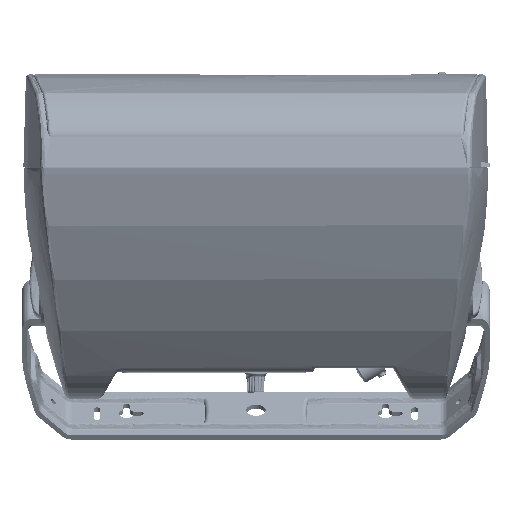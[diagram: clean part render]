
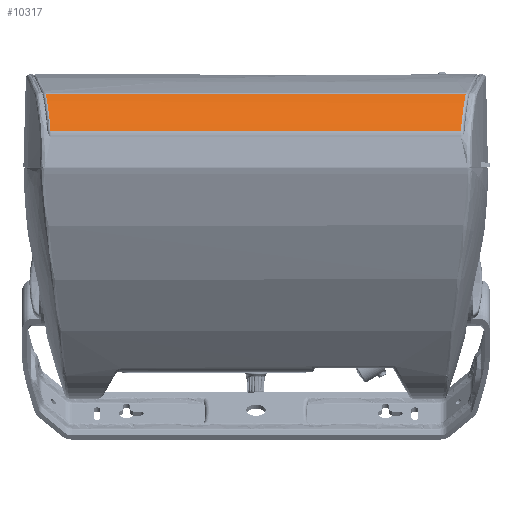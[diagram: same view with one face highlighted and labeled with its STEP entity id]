
A CAD part, left-side view. The second image highlights one B-rep face of the part: STEP entity #10317.
In plain terms, the highlighted free-form (B-spline) face has degree [3, 1] with [13, 2] control points.
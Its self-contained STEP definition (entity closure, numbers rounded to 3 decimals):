
#2093 = B_SPLINE_SURFACE_WITH_KNOTS ( 'NONE', 3, 1, ( 
 ( #238681, #202459 ),
 ( #109544, #206386 ),
 ( #360124, #384598 ),
 ( #85142, #362101 ),
 ( #137906, #81185 ),
 ( #113476, #204426 ),
 ( #107542, #14651 ),
 ( #230790, #77193 ),
 ( #115453, #208373 ),
 ( #327743, #200464 ),
 ( #16651, #83150 ),
 ( #329729, #46883 ),
 ( #388534, #174103 ) ),
 .UNSPECIFIED., .F., .F., .F.,
 ( 4, 3, 3, 3, 4 ),
 ( 2, 2 ),
 ( 1.238, 1.263, 1.281, 1.487, 3.109 ),
 ( 0., 1. ),
 .UNSPECIFIED. ) ;
#4800 = CARTESIAN_POINT ( 'NONE',  ( -95.586, -141.484, 198.953 ) ) ;
#4991 = CARTESIAN_POINT ( 'NONE',  ( -101.28, -140.537, 191.814 ) ) ;
#6040 = VERTEX_POINT ( 'NONE', #311018 ) ;
#10317 = ADVANCED_FACE ( 'NONE', ( #37007 ), #2093, .F. ) ;
#14651 = CARTESIAN_POINT ( 'NONE',  ( -107.231, -146.46, 181.142 ) ) ;
#15432 = CARTESIAN_POINT ( 'NONE',  ( -95.585, 141.788, 198.953 ) ) ;
#16651 = CARTESIAN_POINT ( 'NONE',  ( -101.09, 146.763, 193.477 ) ) ;
#20080 = CARTESIAN_POINT ( 'NONE',  ( -103.332, -140.226, 188.866 ) ) ;
#33006 = CARTESIAN_POINT ( 'NONE',  ( -98.583, -140.991, 195.43 ) ) ;
#37007 = FACE_OUTER_BOUND ( 'NONE', #177890, .T. ) ;
#39957 = VERTEX_POINT ( 'NONE', #193194 ) ;
#44678 = VERTEX_POINT ( 'NONE', #161758 ) ;
#46883 = CARTESIAN_POINT ( 'NONE',  ( -94.403, -146.46, 201.07 ) ) ;
#50767 = CARTESIAN_POINT ( 'NONE',  ( -86.163, -200., 207.733 ) ) ;
#53999 = VERTEX_POINT ( 'NONE', #125668 ) ;
#61049 =( BOUNDED_CURVE ( )  B_SPLINE_CURVE ( 3, ( #330563, #358961, #199338, #385428 ),
 .UNSPECIFIED., .F., .T. ) 
 B_SPLINE_CURVE_WITH_KNOTS ( ( 4, 4 ),
 ( 0., 1. ),
 .UNSPECIFIED. ) 
 CURVE ( )  GEOMETRIC_REPRESENTATION_ITEM ( )  RATIONAL_B_SPLINE_CURVE ( ( 1., 1., 1., 1. ) ) 
 REPRESENTATION_ITEM ( '' )  );
#62985 = VECTOR ( 'NONE', #236637, 1000. ) ;
#63304 = CARTESIAN_POINT ( 'NONE',  ( -88.986, -142.55, 205.385 ) ) ;
#70070 = CARTESIAN_POINT ( 'NONE',  ( -101.28, 140.84, 191.814 ) ) ;
#72011 = CARTESIAN_POINT ( 'NONE',  ( -87.59, 143.078, 206.579 ) ) ;
#72061 = DIRECTION ( 'NONE',  ( 0., 1., 0. ) ) ;
#77193 = CARTESIAN_POINT ( 'NONE',  ( -106.728, -146.46, 182.312 ) ) ;
#77997 = ORIENTED_EDGE ( 'NONE', *, *, #111169, .F. ) ;
#81185 = CARTESIAN_POINT ( 'NONE',  ( -107.321, -146.46, 180.934 ) ) ;
#83150 = CARTESIAN_POINT ( 'NONE',  ( -101.09, -146.46, 193.477 ) ) ;
#85142 = CARTESIAN_POINT ( 'NONE',  ( -107.365, 146.763, 180.83 ) ) ;
#104347 = CARTESIAN_POINT ( 'NONE',  ( -100.253, 141.015, 193.258 ) ) ;
#106346 = CARTESIAN_POINT ( 'NONE',  ( -93.028, 142.204, 201.621 ) ) ;
#107542 = CARTESIAN_POINT ( 'NONE',  ( -107.231, 146.763, 181.142 ) ) ;
#109544 = CARTESIAN_POINT ( 'NONE',  ( -107.489, 146.763, 180.542 ) ) ;
#111169 = EDGE_CURVE ( 'NONE', #39957, #44678, #331670, .T. ) ;
#113476 = CARTESIAN_POINT ( 'NONE',  ( -107.276, 146.763, 181.038 ) ) ;
#115453 = CARTESIAN_POINT ( 'NONE',  ( -106.189, 146.763, 183.461 ) ) ;
#119915 = CARTESIAN_POINT ( 'NONE',  ( -101.28, -140.537, 191.814 ) ) ;
#125668 = CARTESIAN_POINT ( 'NONE',  ( -106.636, 140.031, 182.479 ) ) ;
#130915 =( BOUNDED_CURVE ( )  B_SPLINE_CURVE ( 3, ( #70070, #168964, #104347, #227592, #259817, #383384, #15432, #106346, #292239, #229560, #72011, #385367 ),
 .UNSPECIFIED., .F., .F. ) 
 B_SPLINE_CURVE_WITH_KNOTS ( ( 4, 2, 2, 2, 2, 4 ),
 ( 0., 0.12, 0.245, 0.497, 0.748, 1. ),
 .UNSPECIFIED. ) 
 CURVE ( )  GEOMETRIC_REPRESENTATION_ITEM ( )  RATIONAL_B_SPLINE_CURVE ( ( 1., 1., 1., 1., 1., 1., 1., 1., 1., 1., 1., 1. ) ) 
 REPRESENTATION_ITEM ( '' )  );
#131288 = EDGE_CURVE ( 'NONE', #196725, #39957, #130915, .T. ) ;
#136503 = ORIENTED_EDGE ( 'NONE', *, *, #153319, .F. ) ;
#136791 = VERTEX_POINT ( 'NONE', #4991 ) ;
#137906 = CARTESIAN_POINT ( 'NONE',  ( -107.321, 146.763, 180.934 ) ) ;
#143299 = CARTESIAN_POINT ( 'NONE',  ( -101.28, -140.537, 191.814 ) ) ;
#144174 = ORIENTED_EDGE ( 'NONE', *, *, #331028, .F. ) ;
#153319 = EDGE_CURVE ( 'NONE', #136791, #6040, #322082, .T. ) ;
#156297 = CARTESIAN_POINT ( 'NONE',  ( -100.253, -140.712, 193.258 ) ) ;
#161758 = CARTESIAN_POINT ( 'NONE',  ( -86.163, -143., 207.733 ) ) ;
#163086 = LINE ( 'NONE', #255954, #261347 ) ;
#168494 = ORIENTED_EDGE ( 'NONE', *, *, #358525, .F. ) ;
#168964 = CARTESIAN_POINT ( 'NONE',  ( -100.775, 140.927, 192.54 ) ) ;
#174103 = CARTESIAN_POINT ( 'NONE',  ( -86.163, -146.46, 207.733 ) ) ;
#175538 = CARTESIAN_POINT ( 'NONE',  ( -106.636, -139.727, 182.479 ) ) ;
#177890 = EDGE_LOOP ( 'NONE', ( #333598, #320605, #144174, #136503, #168494, #77997 ) ) ;
#182566 = CARTESIAN_POINT ( 'NONE',  ( -99.158, -140.895, 194.703 ) ) ;
#193194 = CARTESIAN_POINT ( 'NONE',  ( -86.163, 143.304, 207.733 ) ) ;
#196725 = VERTEX_POINT ( 'NONE', #385454 ) ;
#199338 = CARTESIAN_POINT ( 'NONE',  ( -103.332, 140.53, 188.866 ) ) ;
#200464 = CARTESIAN_POINT ( 'NONE',  ( -105.615, -146.46, 184.589 ) ) ;
#202459 = CARTESIAN_POINT ( 'NONE',  ( -107.551, -146.46, 180.398 ) ) ;
#204426 = CARTESIAN_POINT ( 'NONE',  ( -107.276, -146.46, 181.038 ) ) ;
#206386 = CARTESIAN_POINT ( 'NONE',  ( -107.489, -146.46, 180.542 ) ) ;
#208373 = CARTESIAN_POINT ( 'NONE',  ( -106.189, -146.46, 183.461 ) ) ;
#212831 = CARTESIAN_POINT ( 'NONE',  ( -91.704, -142.113, 202.907 ) ) ;
#227592 = CARTESIAN_POINT ( 'NONE',  ( -99.158, 141.199, 194.703 ) ) ;
#229560 = CARTESIAN_POINT ( 'NONE',  ( -88.986, 142.854, 205.385 ) ) ;
#230790 = CARTESIAN_POINT ( 'NONE',  ( -106.728, 146.763, 182.312 ) ) ;
#236637 = DIRECTION ( 'NONE',  ( 0., -1., 0. ) ) ;
#238681 = CARTESIAN_POINT ( 'NONE',  ( -107.551, 146.763, 180.398 ) ) ;
#255954 = CARTESIAN_POINT ( 'NONE',  ( -106.636, 0.152, 182.479 ) ) ;
#259817 = CARTESIAN_POINT ( 'NONE',  ( -98.583, 141.295, 195.43 ) ) ;
#261347 = VECTOR ( 'NONE', #72061, 1000. ) ;
#273514 = CARTESIAN_POINT ( 'NONE',  ( -96.817, -141.283, 197.574 ) ) ;
#279505 = CARTESIAN_POINT ( 'NONE',  ( -100.775, -140.623, 192.54 ) ) ;
#281520 = CARTESIAN_POINT ( 'NONE',  ( -87.59, -142.774, 206.579 ) ) ;
#292239 = CARTESIAN_POINT ( 'NONE',  ( -91.704, 142.417, 202.907 ) ) ;
#309801 = CARTESIAN_POINT ( 'NONE',  ( -93.028, -141.9, 201.621 ) ) ;
#311018 = CARTESIAN_POINT ( 'NONE',  ( -106.636, -139.727, 182.479 ) ) ;
#320605 = ORIENTED_EDGE ( 'NONE', *, *, #395472, .F. ) ;
#322082 =( BOUNDED_CURVE ( )  B_SPLINE_CURVE ( 3, ( #143299, #20080, #389968, #175538 ),
 .UNSPECIFIED., .F., .F. ) 
 B_SPLINE_CURVE_WITH_KNOTS ( ( 4, 4 ),
 ( 0., 1. ),
 .UNSPECIFIED. ) 
 CURVE ( )  GEOMETRIC_REPRESENTATION_ITEM ( )  RATIONAL_B_SPLINE_CURVE ( ( 1., 1., 1., 1. ) ) 
 REPRESENTATION_ITEM ( '' )  );
#327743 = CARTESIAN_POINT ( 'NONE',  ( -105.615, 146.763, 184.589 ) ) ;
#329729 = CARTESIAN_POINT ( 'NONE',  ( -94.403, 146.763, 201.07 ) ) ;
#330563 = CARTESIAN_POINT ( 'NONE',  ( -106.636, 140.031, 182.479 ) ) ;
#331028 = EDGE_CURVE ( 'NONE', #6040, #53999, #163086, .T. ) ;
#331670 = LINE ( 'NONE', #50767, #62985 ) ;
#333598 = ORIENTED_EDGE ( 'NONE', *, *, #131288, .F. ) ;
#358525 = EDGE_CURVE ( 'NONE', #44678, #136791, #370496, .T. ) ;
#358961 = CARTESIAN_POINT ( 'NONE',  ( -105.129, 140.258, 185.756 ) ) ;
#360124 = CARTESIAN_POINT ( 'NONE',  ( -107.427, 146.763, 180.686 ) ) ;
#362101 = CARTESIAN_POINT ( 'NONE',  ( -107.365, -146.46, 180.83 ) ) ;
#370496 = B_SPLINE_CURVE_WITH_KNOTS ( 'NONE', 3,
 ( #370623, #281520, #63304, #212831, #309801, #4800, #273514, #33006, #182566, #156297, #279505, #119915 ),
 .UNSPECIFIED., .F., .F.,
 ( 4, 2, 2, 2, 2, 4 ),
 ( 0., 0.252, 0.503, 0.755, 0.88, 1. ),
 .UNSPECIFIED. ) ;
#370623 = CARTESIAN_POINT ( 'NONE',  ( -86.163, -143., 207.733 ) ) ;
#383384 = CARTESIAN_POINT ( 'NONE',  ( -96.817, 141.587, 197.574 ) ) ;
#384598 = CARTESIAN_POINT ( 'NONE',  ( -107.427, -146.46, 180.686 ) ) ;
#385367 = CARTESIAN_POINT ( 'NONE',  ( -86.163, 143.304, 207.733 ) ) ;
#385428 = CARTESIAN_POINT ( 'NONE',  ( -101.28, 140.84, 191.814 ) ) ;
#385454 = CARTESIAN_POINT ( 'NONE',  ( -101.28, 140.84, 191.814 ) ) ;
#388534 = CARTESIAN_POINT ( 'NONE',  ( -86.163, 146.763, 207.733 ) ) ;
#389968 = CARTESIAN_POINT ( 'NONE',  ( -105.129, -139.955, 185.756 ) ) ;
#395472 = EDGE_CURVE ( 'NONE', #53999, #196725, #61049, .T. ) ;
